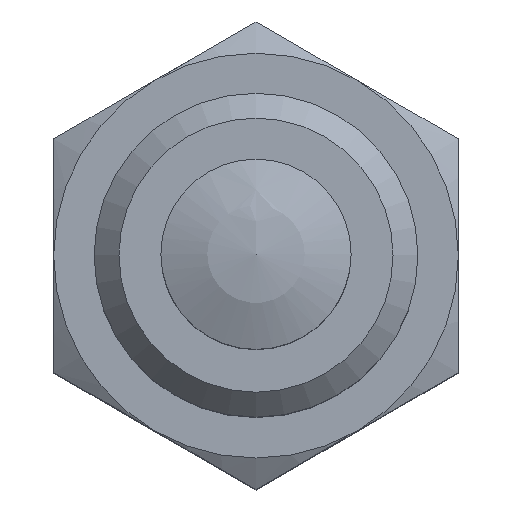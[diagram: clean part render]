
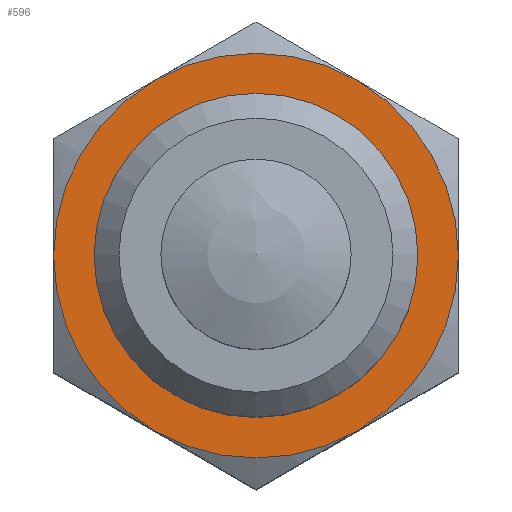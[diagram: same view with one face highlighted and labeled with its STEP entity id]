
A CAD part, top view. The second image highlights one B-rep face of the part: STEP entity #596.
In plain terms, the highlighted face is planar.
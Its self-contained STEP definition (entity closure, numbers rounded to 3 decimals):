
#227=ORIENTED_EDGE('',*,*,#345,.F.);
#228=ORIENTED_EDGE('',*,*,#326,.T.);
#229=ORIENTED_EDGE('',*,*,#329,.T.);
#230=ORIENTED_EDGE('',*,*,#332,.T.);
#231=ORIENTED_EDGE('',*,*,#335,.T.);
#232=ORIENTED_EDGE('',*,*,#342,.T.);
#233=ORIENTED_EDGE('',*,*,#325,.T.);
#325=EDGE_CURVE('',#389,#391,#427,.T.);
#326=EDGE_CURVE('',#391,#392,#428,.T.);
#329=EDGE_CURVE('',#392,#394,#429,.T.);
#332=EDGE_CURVE('',#394,#396,#430,.T.);
#335=EDGE_CURVE('',#396,#398,#431,.T.);
#342=EDGE_CURVE('',#398,#389,#434,.T.);
#345=EDGE_CURVE('',#403,#403,#435,.T.);
#389=VERTEX_POINT('',#1038);
#391=VERTEX_POINT('',#1044);
#392=VERTEX_POINT('',#1048);
#394=VERTEX_POINT('',#1060);
#396=VERTEX_POINT('',#1072);
#398=VERTEX_POINT('',#1084);
#403=VERTEX_POINT('',#1121);
#427=CIRCLE('',#678,5.);
#428=CIRCLE('',#680,5.);
#429=CIRCLE('',#682,5.);
#430=CIRCLE('',#684,5.);
#431=CIRCLE('',#686,5.);
#434=CIRCLE('',#692,5.);
#435=CIRCLE('',#694,4.);
#478=EDGE_LOOP('',(#227));
#479=EDGE_LOOP('',(#228,#229,#230,#231,#232,#233));
#532=FACE_BOUND('',#478,.T.);
#533=FACE_BOUND('',#479,.T.);
#558=PLANE('',#693);
#596=ADVANCED_FACE('',(#532,#533),#558,.F.);
#678=AXIS2_PLACEMENT_3D('',#1045,#814,#815);
#680=AXIS2_PLACEMENT_3D('',#1047,#818,#819);
#682=AXIS2_PLACEMENT_3D('',#1059,#822,#823);
#684=AXIS2_PLACEMENT_3D('',#1071,#826,#827);
#686=AXIS2_PLACEMENT_3D('',#1083,#830,#831);
#692=AXIS2_PLACEMENT_3D('',#1109,#842,#843);
#693=AXIS2_PLACEMENT_3D('',#1119,#844,#845);
#694=AXIS2_PLACEMENT_3D('',#1120,#846,#847);
#814=DIRECTION('',(0.,0.,-1.));
#815=DIRECTION('',(-1.,0.,0.));
#818=DIRECTION('',(0.,0.,-1.));
#819=DIRECTION('',(-1.,0.,0.));
#822=DIRECTION('',(0.,0.,-1.));
#823=DIRECTION('',(-1.,0.,0.));
#826=DIRECTION('',(0.,0.,-1.));
#827=DIRECTION('',(-1.,0.,0.));
#830=DIRECTION('',(0.,0.,-1.));
#831=DIRECTION('',(-1.,0.,0.));
#842=DIRECTION('',(0.,0.,-1.));
#843=DIRECTION('',(-1.,0.,0.));
#844=DIRECTION('',(0.,0.,1.));
#845=DIRECTION('',(1.,0.,0.));
#846=DIRECTION('',(0.,0.,-1.));
#847=DIRECTION('',(-1.,0.,0.));
#1038=CARTESIAN_POINT('',(-2.5,-4.33,0.));
#1044=CARTESIAN_POINT('',(-5.,0.,0.));
#1045=CARTESIAN_POINT('',(0.,0.,0.));
#1047=CARTESIAN_POINT('',(0.,0.,0.));
#1048=CARTESIAN_POINT('',(-2.5,4.33,0.));
#1059=CARTESIAN_POINT('',(0.,0.,0.));
#1060=CARTESIAN_POINT('',(2.5,4.33,0.));
#1071=CARTESIAN_POINT('',(0.,0.,0.));
#1072=CARTESIAN_POINT('',(5.,0.,0.));
#1083=CARTESIAN_POINT('',(0.,0.,0.));
#1084=CARTESIAN_POINT('',(2.5,-4.33,0.));
#1109=CARTESIAN_POINT('',(0.,0.,0.));
#1119=CARTESIAN_POINT('',(0.,5.,0.));
#1120=CARTESIAN_POINT('',(0.,0.,0.));
#1121=CARTESIAN_POINT('',(-4.,0.,0.));
